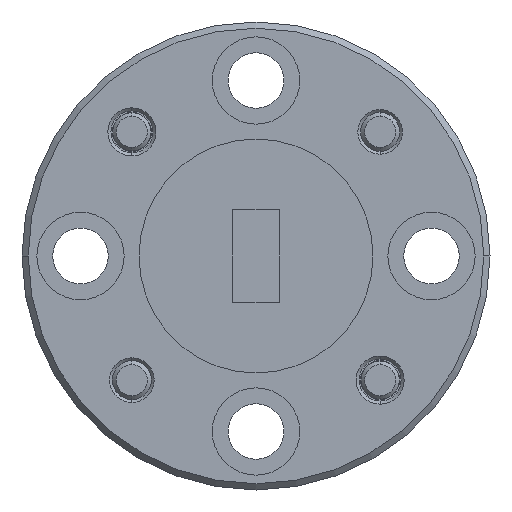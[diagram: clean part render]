
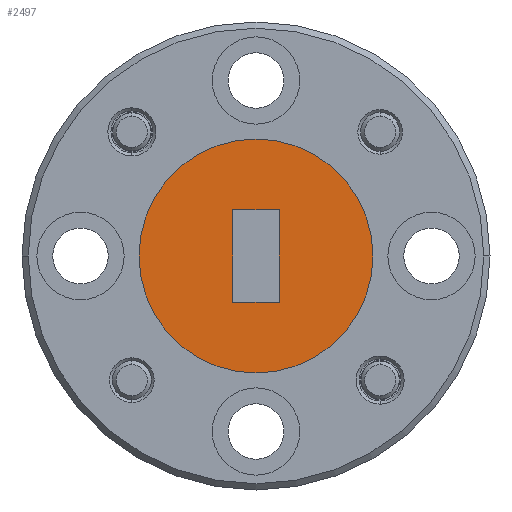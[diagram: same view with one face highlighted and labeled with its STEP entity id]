
A CAD part, left-side view. The second image highlights one B-rep face of the part: STEP entity #2497.
In plain terms, the highlighted planar face has unit normal (-1, 0, 0).
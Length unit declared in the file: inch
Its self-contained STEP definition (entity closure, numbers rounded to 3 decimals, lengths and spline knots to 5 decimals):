
#146 = CARTESIAN_POINT ( 'NONE',  ( 0., 0., 0. ) ) ;
#192 = EDGE_CURVE ( 'NONE', #839, #3336, #452, .T. ) ;
#239 = AXIS2_PLACEMENT_3D ( 'NONE', #812, #1230, #2141 ) ;
#294 = CARTESIAN_POINT ( 'NONE',  ( 0., 0.1875, 0. ) ) ;
#394 = CARTESIAN_POINT ( 'NONE',  ( 0., -0.037, -0.074 ) ) ;
#428 = EDGE_CURVE ( 'NONE', #1577, #3481, #2693, .T. ) ;
#452 = CIRCLE ( 'NONE', #239, 0.1875 ) ;
#474 = DIRECTION ( 'NONE',  ( 0., 1., 0. ) ) ;
#488 = FACE_BOUND ( 'NONE', #569, .T. ) ;
#522 = EDGE_LOOP ( 'NONE', ( #4032, #1208 ) ) ;
#569 = EDGE_LOOP ( 'NONE', ( #1056, #1250, #845, #743 ) ) ;
#698 = DIRECTION ( 'NONE',  ( 0., 0., -1. ) ) ;
#743 = ORIENTED_EDGE ( 'NONE', *, *, #2066, .T. ) ;
#796 = CARTESIAN_POINT ( 'NONE',  ( 0., -0.037, -0.074 ) ) ;
#812 = CARTESIAN_POINT ( 'NONE',  ( 0., 0., 0. ) ) ;
#839 = VERTEX_POINT ( 'NONE', #294 ) ;
#845 = ORIENTED_EDGE ( 'NONE', *, *, #1750, .T. ) ;
#857 = DIRECTION ( 'NONE',  ( -1., 0., 0. ) ) ;
#890 = EDGE_CURVE ( 'NONE', #3481, #3123, #1694, .T. ) ;
#1036 = DIRECTION ( 'NONE',  ( 0., -1., 0. ) ) ;
#1056 = ORIENTED_EDGE ( 'NONE', *, *, #428, .T. ) ;
#1112 = DIRECTION ( 'NONE',  ( 0., 0., 1. ) ) ;
#1208 = ORIENTED_EDGE ( 'NONE', *, *, #2877, .F. ) ;
#1230 = DIRECTION ( 'NONE',  ( 1., 0., 0. ) ) ;
#1250 = ORIENTED_EDGE ( 'NONE', *, *, #890, .T. ) ;
#1314 = CARTESIAN_POINT ( 'NONE',  ( 0., -0.037, 0.074 ) ) ;
#1577 = VERTEX_POINT ( 'NONE', #2984 ) ;
#1648 = VECTOR ( 'NONE', #1112, 39.37008 ) ;
#1694 = LINE ( 'NONE', #3697, #1769 ) ;
#1732 = VERTEX_POINT ( 'NONE', #2087 ) ;
#1750 = EDGE_CURVE ( 'NONE', #3123, #1732, #3802, .T. ) ;
#1769 = VECTOR ( 'NONE', #698, 39.37008 ) ;
#1816 = FACE_OUTER_BOUND ( 'NONE', #522, .T. ) ;
#1861 = CARTESIAN_POINT ( 'NONE',  ( 0., 0.037, -0.074 ) ) ;
#1921 = CARTESIAN_POINT ( 'NONE',  ( 0., -0.1875, 0. ) ) ;
#2066 = EDGE_CURVE ( 'NONE', #1732, #1577, #2529, .T. ) ;
#2087 = CARTESIAN_POINT ( 'NONE',  ( 0., 0.037, -0.074 ) ) ;
#2141 = DIRECTION ( 'NONE',  ( 0., 1., 0. ) ) ;
#2216 = AXIS2_PLACEMENT_3D ( 'NONE', #3934, #2652, #2669 ) ;
#2398 = CARTESIAN_POINT ( 'NONE',  ( 0., -0.037, 0.074 ) ) ;
#2497 = ADVANCED_FACE ( 'NONE', ( #488, #1816 ), #3173, .T. ) ;
#2529 = LINE ( 'NONE', #1861, #1648 ) ;
#2652 = DIRECTION ( 'NONE',  ( 1., 0., 0. ) ) ;
#2669 = DIRECTION ( 'NONE',  ( 0., 1., 0. ) ) ;
#2693 = LINE ( 'NONE', #1314, #3494 ) ;
#2877 = EDGE_CURVE ( 'NONE', #3336, #839, #3425, .T. ) ;
#2984 = CARTESIAN_POINT ( 'NONE',  ( 0., 0.037, 0.074 ) ) ;
#3123 = VERTEX_POINT ( 'NONE', #394 ) ;
#3173 = PLANE ( 'NONE',  #3743 ) ;
#3336 = VERTEX_POINT ( 'NONE', #1921 ) ;
#3425 = CIRCLE ( 'NONE', #2216, 0.1875 ) ;
#3481 = VERTEX_POINT ( 'NONE', #2398 ) ;
#3494 = VECTOR ( 'NONE', #1036, 39.37008 ) ;
#3541 = DIRECTION ( 'NONE',  ( 0., -1., 0. ) ) ;
#3697 = CARTESIAN_POINT ( 'NONE',  ( 0., -0.037, -0.074 ) ) ;
#3743 = AXIS2_PLACEMENT_3D ( 'NONE', #146, #857, #3541 ) ;
#3802 = LINE ( 'NONE', #796, #4098 ) ;
#3934 = CARTESIAN_POINT ( 'NONE',  ( 0., 0., 0. ) ) ;
#4032 = ORIENTED_EDGE ( 'NONE', *, *, #192, .F. ) ;
#4098 = VECTOR ( 'NONE', #474, 39.37008 ) ;
